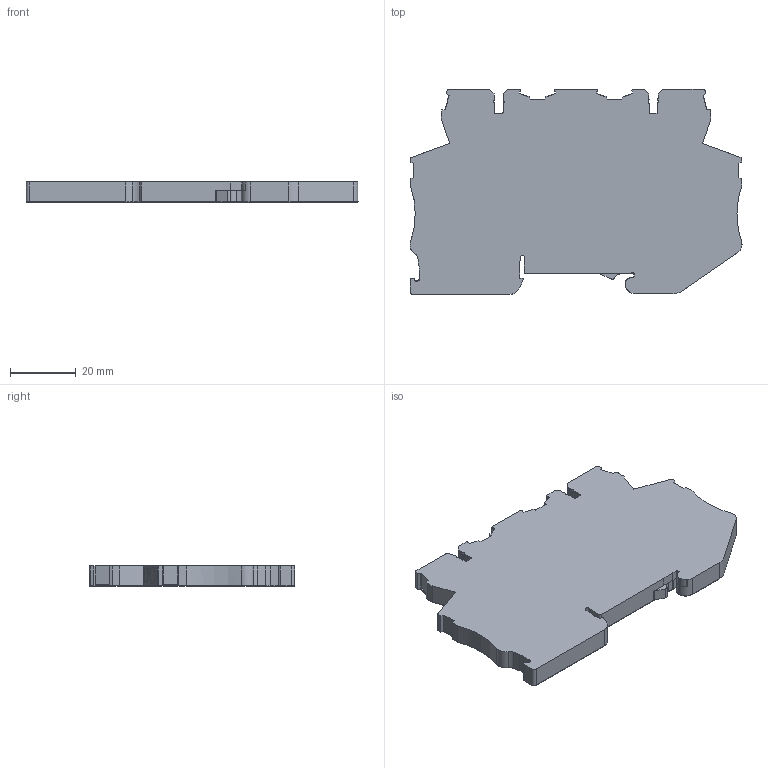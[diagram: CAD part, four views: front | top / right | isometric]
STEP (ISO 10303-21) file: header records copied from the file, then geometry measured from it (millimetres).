
FILE_DESCRIPTION (( 'STEP AP214' ), '1' );
FILE_NAME ('MDB_4L.stp', '2019-01-16T12:12:35', ( '' ), ( '' ), 'SwSTEP 2.0', 'SolidWorks 2019', '' );
FILE_SCHEMA (( 'AUTOMOTIVE_DESIGN' ));
Length unit declared in the file: millimetre
Products named in the file (1): MDB_4L
Bounding box: 100.78 x 62.26 x 6.15 mm (x, y, z)
Volume: 32891.2 mm3; surface area: 13115.1 mm2
Topology: 1 solids, 1 shells, 584 faces, 1693 edges, 1125 vertices
Faces by surface type: plane 333, cylinder 251
Entity records: 23290 total; most frequent: CARTESIAN_POINT 3463, ORIENTED_EDGE 3386, DIRECTION 3346, EDGE_CURVE 1693, VECTOR 1186, LINE 1186, VERTEX_POINT 1125, AXIS2_PLACEMENT_3D 1080
